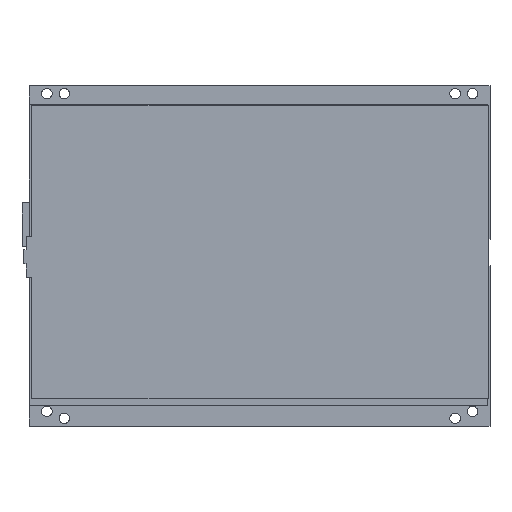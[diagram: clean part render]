
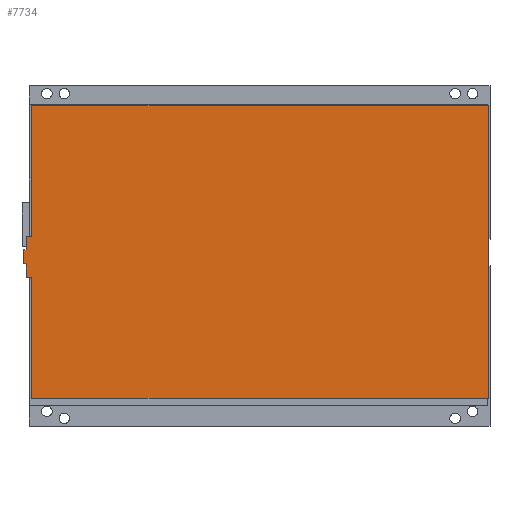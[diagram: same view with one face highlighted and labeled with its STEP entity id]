
A CAD part, top view. The second image highlights one B-rep face of the part: STEP entity #7734.
In plain terms, the highlighted face is planar.
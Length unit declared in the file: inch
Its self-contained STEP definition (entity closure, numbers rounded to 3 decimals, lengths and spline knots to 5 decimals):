
#827 = EDGE_CURVE ( 'NONE', #8495, #8499, #2301, .T. ) ;
#831 = EDGE_CURVE ( 'NONE', #8499, #8510, #2313, .T. ) ;
#834 = EDGE_CURVE ( 'NONE', #8510, #8515, #2322, .T. ) ;
#837 = EDGE_CURVE ( 'NONE', #8520, #8523, #2306, .T. ) ;
#840 = EDGE_CURVE ( 'NONE', #8523, #8495, #2340, .T. ) ;
#842 = EDGE_CURVE ( 'NONE', #8520, #8516, #2346, .T. ) ;
#843 = EDGE_CURVE ( 'NONE', #8516, #8527, #2329, .T. ) ;
#844 = EDGE_CURVE ( 'NONE', #8527, #8529, #2352, .T. ) ;
#845 = EDGE_CURVE ( 'NONE', #8529, #8530, #2355, .T. ) ;
#846 = EDGE_CURVE ( 'NONE', #8530, #8532, #2358, .T. ) ;
#847 = EDGE_CURVE ( 'NONE', #8532, #8533, #2361, .T. ) ;
#848 = EDGE_CURVE ( 'NONE', #8533, #8515, #2364, .T. ) ;
#2301 = LINE ( 'NONE', #2303, #8175 ) ;
#2303 = CARTESIAN_POINT ( 'NONE',  ( -3.26772, 0., -2.09449 ) ) ;
#2304 = DIRECTION ( 'NONE',  ( 0., 0., 1. ) ) ;
#2306 = LINE ( 'NONE', #2332, #5639 ) ;
#2313 = LINE ( 'NONE', #2314, #8179 ) ;
#2314 = CARTESIAN_POINT ( 'NONE',  ( -3.26772, 0., 2.09449 ) ) ;
#2315 = DIRECTION ( 'NONE',  ( 1., 0., 0. ) ) ;
#2322 = LINE ( 'NONE', #2323, #8182 ) ;
#2323 = CARTESIAN_POINT ( 'NONE',  ( 3.26772, 0., -2.09449 ) ) ;
#2324 = DIRECTION ( 'NONE',  ( 0., 0., -1. ) ) ;
#2329 = LINE ( 'NONE', #2350, #5640 ) ;
#2332 = CARTESIAN_POINT ( 'NONE',  ( 3.26772, 0., -2.09449 ) ) ;
#2333 = DIRECTION ( 'NONE',  ( 0., 0., -1. ) ) ;
#2340 = LINE ( 'NONE', #2341, #5642 ) ;
#2341 = CARTESIAN_POINT ( 'NONE',  ( -3.26772, 0., -2.09449 ) ) ;
#2342 = DIRECTION ( 'NONE',  ( -1., 0., 0. ) ) ;
#2346 = LINE ( 'NONE', #2348, #5645 ) ;
#2348 = CARTESIAN_POINT ( 'NONE',  ( 3.26772, 0., -0.22441 ) ) ;
#2349 = DIRECTION ( 'NONE',  ( 1., 0., 0. ) ) ;
#2350 = CARTESIAN_POINT ( 'NONE',  ( 3.34772, 0., -0.02756 ) ) ;
#2351 = DIRECTION ( 'NONE',  ( 0., 0., 1. ) ) ;
#2352 = LINE ( 'NONE', #2353, #5647 ) ;
#2353 = CARTESIAN_POINT ( 'NONE',  ( 3.34772, 0., -0.02756 ) ) ;
#2354 = DIRECTION ( 'NONE',  ( 1., 0., 0. ) ) ;
#2355 = LINE ( 'NONE', #2356, #5648 ) ;
#2356 = CARTESIAN_POINT ( 'NONE',  ( 3.38553, 0., -0.02756 ) ) ;
#2357 = DIRECTION ( 'NONE',  ( 0., 0., 1. ) ) ;
#2358 = LINE ( 'NONE', #2359, #5649 ) ;
#2359 = CARTESIAN_POINT ( 'NONE',  ( 3.34772, 0., 0.16929 ) ) ;
#2360 = DIRECTION ( 'NONE',  ( -1., 0., 0. ) ) ;
#2361 = LINE ( 'NONE', #2362, #5650 ) ;
#2362 = CARTESIAN_POINT ( 'NONE',  ( 3.34772, 0., 0.36614 ) ) ;
#2363 = DIRECTION ( 'NONE',  ( 0., 0., 1. ) ) ;
#2364 = LINE ( 'NONE', #2365, #5651 ) ;
#2365 = CARTESIAN_POINT ( 'NONE',  ( 3.26772, 0., 0.36614 ) ) ;
#2366 = DIRECTION ( 'NONE',  ( -1., 0., 0. ) ) ;
#4232 = CARTESIAN_POINT ( 'NONE',  ( -3.26772, 0., 2.09449 ) ) ;
#4240 = FACE_OUTER_BOUND ( 'NONE', #13869, .T. ) ;
#4241 = PLANE ( 'NONE',  #19148 ) ;
#4243 = DIRECTION ( 'NONE',  ( 0., 1., 0. ) ) ;
#4244 = DIRECTION ( 'NONE',  ( 0., 0., 1. ) ) ;
#5639 = VECTOR ( 'NONE', #2333, 39.37008 ) ;
#5640 = VECTOR ( 'NONE', #2351, 39.37008 ) ;
#5642 = VECTOR ( 'NONE', #2342, 39.37008 ) ;
#5645 = VECTOR ( 'NONE', #2349, 39.37008 ) ;
#5647 = VECTOR ( 'NONE', #2354, 39.37008 ) ;
#5648 = VECTOR ( 'NONE', #2357, 39.37008 ) ;
#5649 = VECTOR ( 'NONE', #2360, 39.37008 ) ;
#5650 = VECTOR ( 'NONE', #2363, 39.37008 ) ;
#5651 = VECTOR ( 'NONE', #2366, 39.37008 ) ;
#7734 = ADVANCED_FACE ( 'NONE', ( #4240 ), #4241, .F. ) ;
#8175 = VECTOR ( 'NONE', #2304, 39.37008 ) ;
#8179 = VECTOR ( 'NONE', #2315, 39.37008 ) ;
#8182 = VECTOR ( 'NONE', #2324, 39.37008 ) ;
#8495 = VERTEX_POINT ( 'NONE', #9383 ) ;
#8499 = VERTEX_POINT ( 'NONE', #9386 ) ;
#8510 = VERTEX_POINT ( 'NONE', #9393 ) ;
#8515 = VERTEX_POINT ( 'NONE', #9396 ) ;
#8516 = VERTEX_POINT ( 'NONE', #9397 ) ;
#8520 = VERTEX_POINT ( 'NONE', #9399 ) ;
#8523 = VERTEX_POINT ( 'NONE', #9401 ) ;
#8527 = VERTEX_POINT ( 'NONE', #9404 ) ;
#8529 = VERTEX_POINT ( 'NONE', #9405 ) ;
#8530 = VERTEX_POINT ( 'NONE', #9406 ) ;
#8532 = VERTEX_POINT ( 'NONE', #9407 ) ;
#8533 = VERTEX_POINT ( 'NONE', #9408 ) ;
#9383 = CARTESIAN_POINT ( 'NONE',  ( -3.26772, 0., -2.09449 ) ) ;
#9386 = CARTESIAN_POINT ( 'NONE',  ( -3.26772, 0., 2.09449 ) ) ;
#9393 = CARTESIAN_POINT ( 'NONE',  ( 3.26772, 0., 2.09449 ) ) ;
#9396 = CARTESIAN_POINT ( 'NONE',  ( 3.26772, 0., 0.36614 ) ) ;
#9397 = CARTESIAN_POINT ( 'NONE',  ( 3.34772, 0., -0.22441 ) ) ;
#9399 = CARTESIAN_POINT ( 'NONE',  ( 3.26772, 0., -0.22441 ) ) ;
#9401 = CARTESIAN_POINT ( 'NONE',  ( 3.26772, 0., -2.09449 ) ) ;
#9404 = CARTESIAN_POINT ( 'NONE',  ( 3.34772, 0., -0.02756 ) ) ;
#9405 = CARTESIAN_POINT ( 'NONE',  ( 3.38553, 0., -0.02756 ) ) ;
#9406 = CARTESIAN_POINT ( 'NONE',  ( 3.38553, 0., 0.16929 ) ) ;
#9407 = CARTESIAN_POINT ( 'NONE',  ( 3.34772, 0., 0.16929 ) ) ;
#9408 = CARTESIAN_POINT ( 'NONE',  ( 3.34772, 0., 0.36614 ) ) ;
#13869 = EDGE_LOOP ( 'NONE', ( #18872, #18874, #18876, #18878, #18880, #18882, #18884, #18886, #18888, #18890, #18892, #18894 ) ) ;
#18872 = ORIENTED_EDGE ( 'NONE', *, *, #827, .F. ) ;
#18874 = ORIENTED_EDGE ( 'NONE', *, *, #840, .F. ) ;
#18876 = ORIENTED_EDGE ( 'NONE', *, *, #837, .F. ) ;
#18878 = ORIENTED_EDGE ( 'NONE', *, *, #842, .T. ) ;
#18880 = ORIENTED_EDGE ( 'NONE', *, *, #843, .T. ) ;
#18882 = ORIENTED_EDGE ( 'NONE', *, *, #844, .T. ) ;
#18884 = ORIENTED_EDGE ( 'NONE', *, *, #845, .T. ) ;
#18886 = ORIENTED_EDGE ( 'NONE', *, *, #846, .T. ) ;
#18888 = ORIENTED_EDGE ( 'NONE', *, *, #847, .T. ) ;
#18890 = ORIENTED_EDGE ( 'NONE', *, *, #848, .T. ) ;
#18892 = ORIENTED_EDGE ( 'NONE', *, *, #834, .F. ) ;
#18894 = ORIENTED_EDGE ( 'NONE', *, *, #831, .F. ) ;
#19148 = AXIS2_PLACEMENT_3D ( 'NONE', #4232, #4243, #4244 ) ;
